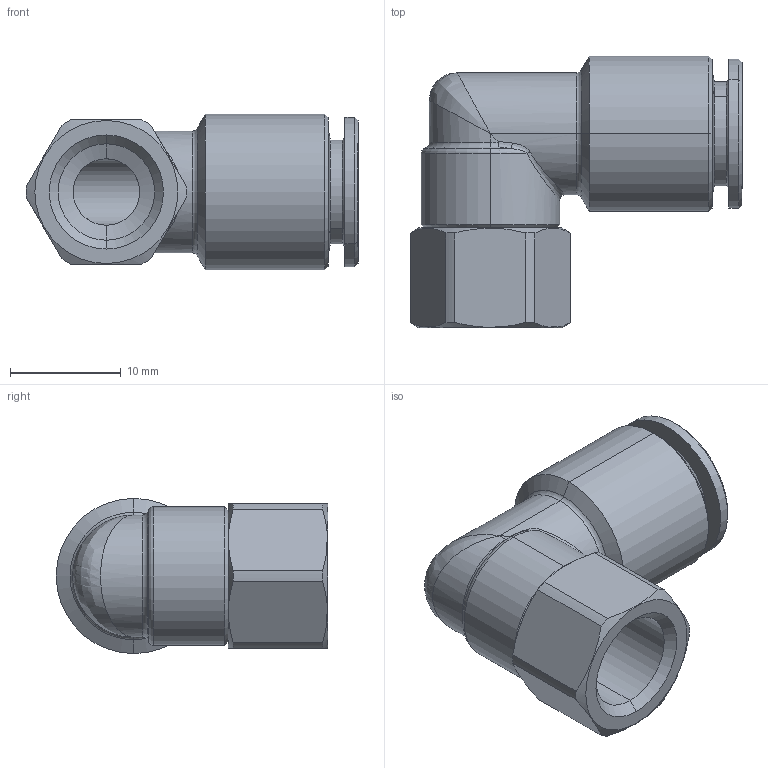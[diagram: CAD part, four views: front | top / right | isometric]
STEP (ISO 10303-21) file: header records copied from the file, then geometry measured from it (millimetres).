
FILE_DESCRIPTION (( 'STEP AP203' ), '1' );
FILE_NAME ('A0070041.STEP', '2009-01-19T09:23:55', ( 'UT1' ), ( 'sopra-pneumatic' ), 'SwSTEP 2.0', 'SolidWorks 2008', '' );
FILE_SCHEMA (( 'CONFIG_CONTROL_DESIGN' ));
Length unit declared in the file: millimetre
Products named in the file (1): A0070041
Bounding box: 29.95 x 24.5 x 14 mm (x, y, z)
Volume: 3328.9 mm3; surface area: 2935.6 mm2
Topology: 1 solids, 1 shells, 82 faces, 186 edges, 107 vertices
Faces by surface type: cylinder 29, cone 27, plane 12, torus 8, bspline 6
Entity records: 2790 total; most frequent: CARTESIAN_POINT 929, DIRECTION 388, ORIENTED_EDGE 368, EDGE_CURVE 184, AXIS2_PLACEMENT_3D 164, VERTEX_POINT 107, CIRCLE 87, EDGE_LOOP 87
